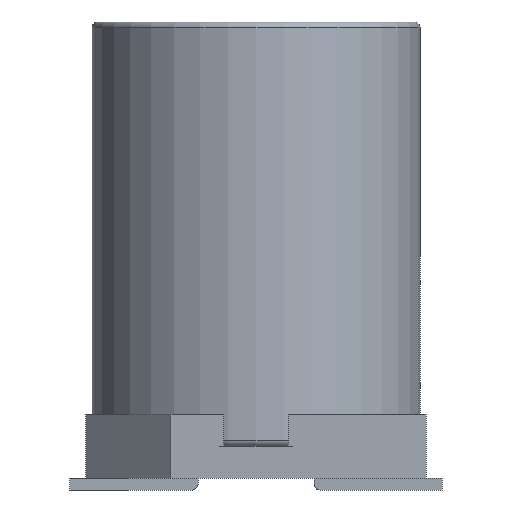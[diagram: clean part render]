
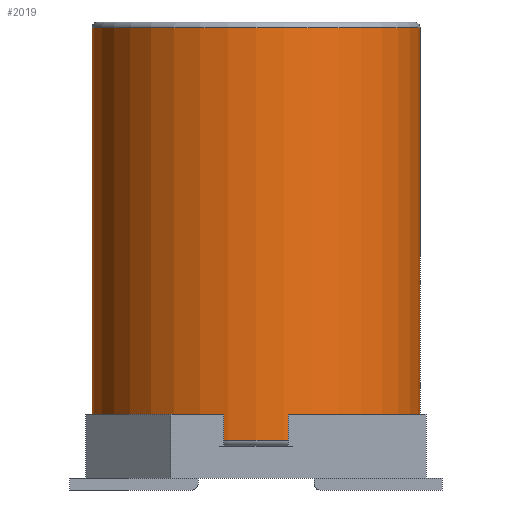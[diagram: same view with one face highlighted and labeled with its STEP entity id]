
A CAD part, front view. The second image highlights one B-rep face of the part: STEP entity #2019.
In plain terms, the highlighted cylindrical face has radius 4.1 mm (diameter 8.2 mm), a full revolution.
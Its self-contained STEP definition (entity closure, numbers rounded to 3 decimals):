
#2019 = ADVANCED_FACE('',(#2020),#2034,.T.);
#2020 = FACE_BOUND('',#2021,.T.);
#2021 = EDGE_LOOP('',(#2022,#2052,#2079,#2080));
#2022 = ORIENTED_EDGE('',*,*,#2023,.T.);
#2023 = EDGE_CURVE('',#2024,#2026,#2028,.T.);
#2024 = VERTEX_POINT('',#2025);
#2025 = CARTESIAN_POINT('',(4.1,0.,1.25));
#2026 = VERTEX_POINT('',#2027);
#2027 = CARTESIAN_POINT('',(4.1,0.,11.55));
#2028 = SEAM_CURVE('',#2029,(#2033,#2045),.PCURVE_S1.);
#2029 = LINE('',#2030,#2031);
#2030 = CARTESIAN_POINT('',(4.1,0.,1.1));
#2031 = VECTOR('',#2032,1.);
#2032 = DIRECTION('',(0.,0.,1.));
#2033 = PCURVE('',#2034,#2039);
#2034 = CYLINDRICAL_SURFACE('',#2035,4.1);
#2035 = AXIS2_PLACEMENT_3D('',#2036,#2037,#2038);
#2036 = CARTESIAN_POINT('',(0.,0.,1.1));
#2037 = DIRECTION('',(0.,0.,1.));
#2038 = DIRECTION('',(1.,0.,0.));
#2039 = DEFINITIONAL_REPRESENTATION('',(#2040),#2044);
#2040 = LINE('',#2041,#2042);
#2041 = CARTESIAN_POINT('',(6.283,-0.));
#2042 = VECTOR('',#2043,1.);
#2043 = DIRECTION('',(0.,1.));
#2044 = ( GEOMETRIC_REPRESENTATION_CONTEXT(2) 
PARAMETRIC_REPRESENTATION_CONTEXT() REPRESENTATION_CONTEXT('2D SPACE',''
  ) );
#2045 = PCURVE('',#2034,#2046);
#2046 = DEFINITIONAL_REPRESENTATION('',(#2047),#2051);
#2047 = LINE('',#2048,#2049);
#2048 = CARTESIAN_POINT('',(0.,-0.));
#2049 = VECTOR('',#2050,1.);
#2050 = DIRECTION('',(0.,1.));
#2051 = ( GEOMETRIC_REPRESENTATION_CONTEXT(2) 
PARAMETRIC_REPRESENTATION_CONTEXT() REPRESENTATION_CONTEXT('2D SPACE',''
  ) );
#2052 = ORIENTED_EDGE('',*,*,#2053,.F.);
#2053 = EDGE_CURVE('',#2026,#2026,#2054,.T.);
#2054 = SURFACE_CURVE('',#2055,(#2060,#2067),.PCURVE_S1.);
#2055 = CIRCLE('',#2056,4.1);
#2056 = AXIS2_PLACEMENT_3D('',#2057,#2058,#2059);
#2057 = CARTESIAN_POINT('',(0.,0.,11.55));
#2058 = DIRECTION('',(0.,0.,1.));
#2059 = DIRECTION('',(1.,0.,-0.));
#2060 = PCURVE('',#2034,#2061);
#2061 = DEFINITIONAL_REPRESENTATION('',(#2062),#2066);
#2062 = LINE('',#2063,#2064);
#2063 = CARTESIAN_POINT('',(0.,10.45));
#2064 = VECTOR('',#2065,1.);
#2065 = DIRECTION('',(1.,0.));
#2066 = ( GEOMETRIC_REPRESENTATION_CONTEXT(2) 
PARAMETRIC_REPRESENTATION_CONTEXT() REPRESENTATION_CONTEXT('2D SPACE',''
  ) );
#2067 = PCURVE('',#2068,#2073);
#2068 = TOROIDAL_SURFACE('',#2069,3.95,0.15);
#2069 = AXIS2_PLACEMENT_3D('',#2070,#2071,#2072);
#2070 = CARTESIAN_POINT('',(0.,0.,11.55));
#2071 = DIRECTION('',(0.,0.,1.));
#2072 = DIRECTION('',(1.,0.,-0.));
#2073 = DEFINITIONAL_REPRESENTATION('',(#2074),#2078);
#2074 = LINE('',#2075,#2076);
#2075 = CARTESIAN_POINT('',(0.,0.));
#2076 = VECTOR('',#2077,1.);
#2077 = DIRECTION('',(1.,0.));
#2078 = ( GEOMETRIC_REPRESENTATION_CONTEXT(2) 
PARAMETRIC_REPRESENTATION_CONTEXT() REPRESENTATION_CONTEXT('2D SPACE',''
  ) );
#2079 = ORIENTED_EDGE('',*,*,#2023,.F.);
#2080 = ORIENTED_EDGE('',*,*,#2081,.T.);
#2081 = EDGE_CURVE('',#2024,#2024,#2082,.T.);
#2082 = SURFACE_CURVE('',#2083,(#2088,#2095),.PCURVE_S1.);
#2083 = CIRCLE('',#2084,4.1);
#2084 = AXIS2_PLACEMENT_3D('',#2085,#2086,#2087);
#2085 = CARTESIAN_POINT('',(0.,0.,1.25));
#2086 = DIRECTION('',(0.,0.,1.));
#2087 = DIRECTION('',(1.,0.,-0.));
#2088 = PCURVE('',#2034,#2089);
#2089 = DEFINITIONAL_REPRESENTATION('',(#2090),#2094);
#2090 = LINE('',#2091,#2092);
#2091 = CARTESIAN_POINT('',(0.,0.15));
#2092 = VECTOR('',#2093,1.);
#2093 = DIRECTION('',(1.,0.));
#2094 = ( GEOMETRIC_REPRESENTATION_CONTEXT(2) 
PARAMETRIC_REPRESENTATION_CONTEXT() REPRESENTATION_CONTEXT('2D SPACE',''
  ) );
#2095 = PCURVE('',#2096,#2101);
#2096 = TOROIDAL_SURFACE('',#2097,3.95,0.15);
#2097 = AXIS2_PLACEMENT_3D('',#2098,#2099,#2100);
#2098 = CARTESIAN_POINT('',(0.,0.,1.25));
#2099 = DIRECTION('',(-0.,-0.,-1.));
#2100 = DIRECTION('',(1.,0.,-0.));
#2101 = DEFINITIONAL_REPRESENTATION('',(#2102),#2106);
#2102 = LINE('',#2103,#2104);
#2103 = CARTESIAN_POINT('',(-0.,0.));
#2104 = VECTOR('',#2105,1.);
#2105 = DIRECTION('',(-1.,0.));
#2106 = ( GEOMETRIC_REPRESENTATION_CONTEXT(2) 
PARAMETRIC_REPRESENTATION_CONTEXT() REPRESENTATION_CONTEXT('2D SPACE',''
  ) );
